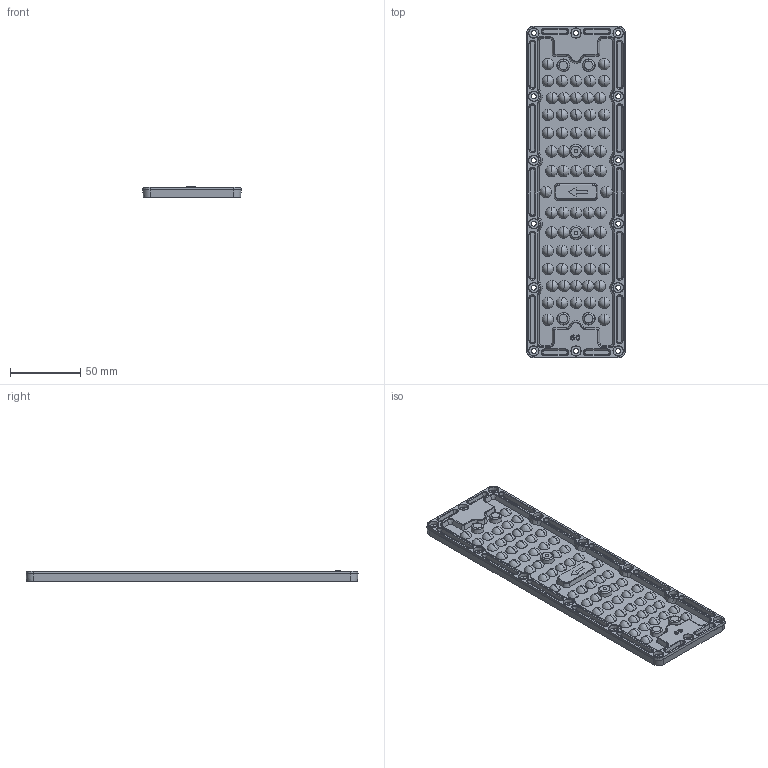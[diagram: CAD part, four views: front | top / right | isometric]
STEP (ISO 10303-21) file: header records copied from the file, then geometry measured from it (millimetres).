
FILE_DESCRIPTION (( 'STEP AP203' ), '1' );
FILE_NAME ('LD23670-64H1-T60﹜90-20200728-KH.stp', '2022-02-09T08:10:17', ( 'Windows 蚚誧' ), ( '' ), 'SwSTEP 2.0', 'SolidWorks 2019', '' );
FILE_SCHEMA (( 'CONFIG_CONTROL_DESIGN' ));
Products named in the file (1): LD23670-64H1-T60﹜90-20200728-KH
Bounding box: 69.99 x 235.99 x 7.3 mm (x, y, z)
Volume: 49038 mm3; surface area: 49290.4 mm2
Topology: 1 solids, 1 shells, 1185 faces, 3249 edges, 2122 vertices
Faces by surface type: bspline 438, cone 420, plane 246, cylinder 81
Entity records: 67007 total; most frequent: CARTESIAN_POINT 40762, ORIENTED_EDGE 6242, DIRECTION 4386, EDGE_CURVE 3121, VERTEX_POINT 2122, AXIS2_PLACEMENT_3D 1864, EDGE_LOOP 1397, B_SPLINE_CURVE_WITH_KNOTS 1187
